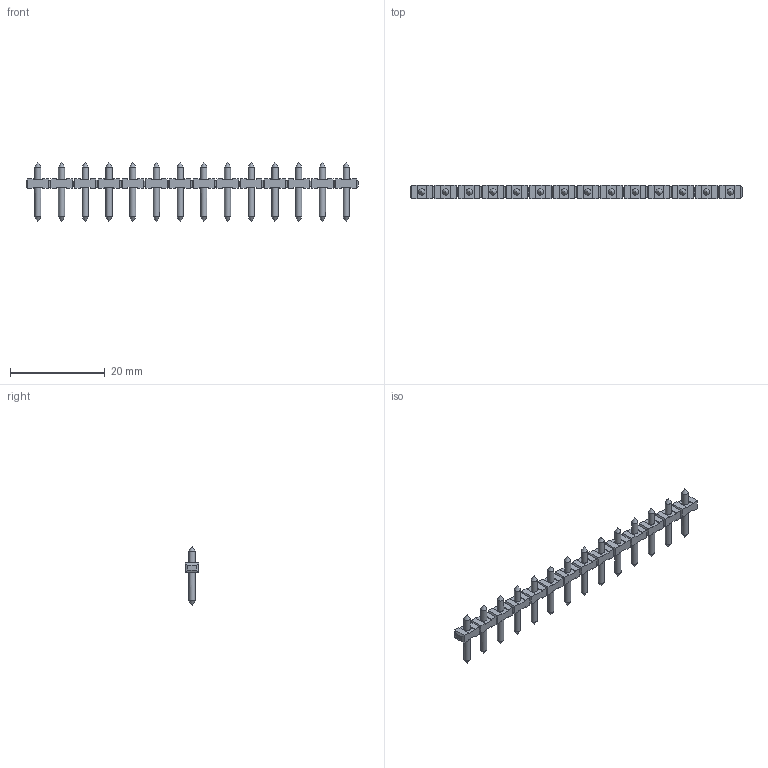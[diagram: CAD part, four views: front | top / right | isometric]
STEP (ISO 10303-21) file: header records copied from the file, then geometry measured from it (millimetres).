
FILE_DESCRIPTION(('STEP AP214'),'1');
FILE_NAME('PVS14-5.stp','2018-11-21T09:04:24',(' '),(' '),'Spatial InterOp 3D',' ',' ');
FILE_SCHEMA(('AUTOMOTIVE_DESIGN { 1 0 10303 214 1 1 1 1 }'));
Length unit declared in the file: metre
Products named in the file (1): 1
Bounding box: 70 x 2.8 x 12.5 mm (x, y, z)
Volume: 523.9 mm3; surface area: 1276.2 mm2
Topology: 1 solids, 1 shells, 338 faces, 858 edges, 522 vertices
Faces by surface type: plane 282, cone 28, cylinder 28
Full cylindrical faces by diameter (mm): 1.3 x28
Entity records: 11741 total; most frequent: CARTESIAN_POINT 1551, DIRECTION 1466, ORIENTED_EDGE 1464, EDGE_CURVE 732, LINE 676, VECTOR 676, VERTEX_POINT 480, AXIS2_PLACEMENT_3D 395
